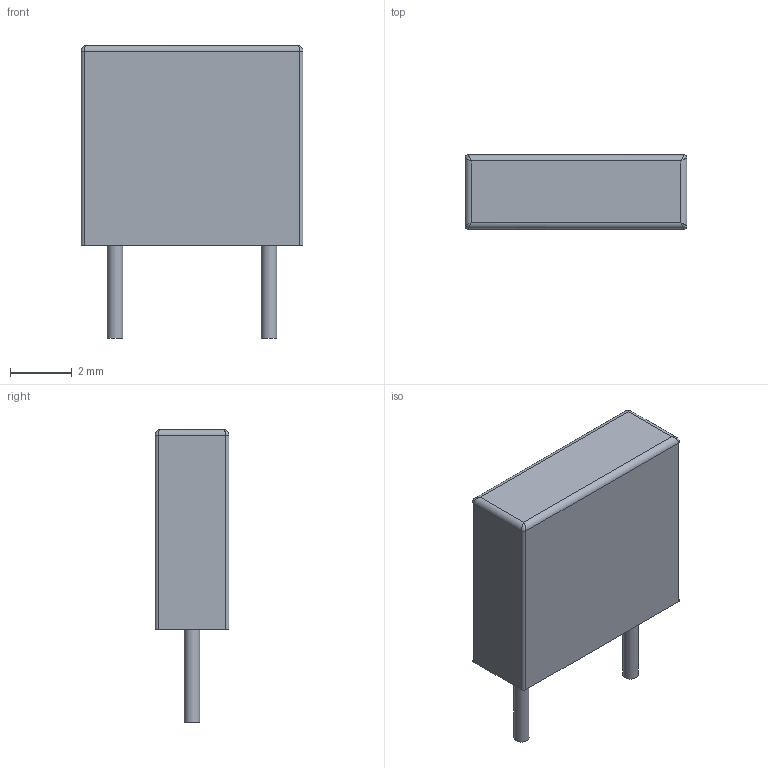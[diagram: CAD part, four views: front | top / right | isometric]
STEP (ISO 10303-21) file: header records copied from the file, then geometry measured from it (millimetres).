
FILE_DESCRIPTION(('FreeCAD Model'),'2;1');
FILE_NAME('C_Rect_7.2x2.4x6.5x5P.step','2020-03-10T22:32:28',('kicad StepUp'),( 'ksu MCAD'),'Open CASCADE STEP processor 7.3','FreeCAD','Unknown');
FILE_SCHEMA(('AUTOMOTIVE_DESIGN { 1 0 10303 214 1 1 1 1 }'));
Length unit declared in the file: millimetre
Products named in the file (1): C_Rect_7.2x2.4x6.5x5P
Bounding box: 7.2 x 2.4 x 9.5 mm (x, y, z)
Volume: 113.3 mm3; surface area: 166 mm2
Topology: 1 solids, 1 shells, 22 faces, 46 edges, 24 vertices
Faces by surface type: cylinder 10, plane 8, bspline 4
Full cylindrical faces by diameter (mm): 0.5 x2
Entity records: 781 total; most frequent: CARTESIAN_POINT 165, DIRECTION 100, ORIENTED_EDGE 84, EDGE_CURVE 42, AXIS2_PLACEMENT_3D 39, FACE_BOUND 24, EDGE_LOOP 24, VERTEX_POINT 24
